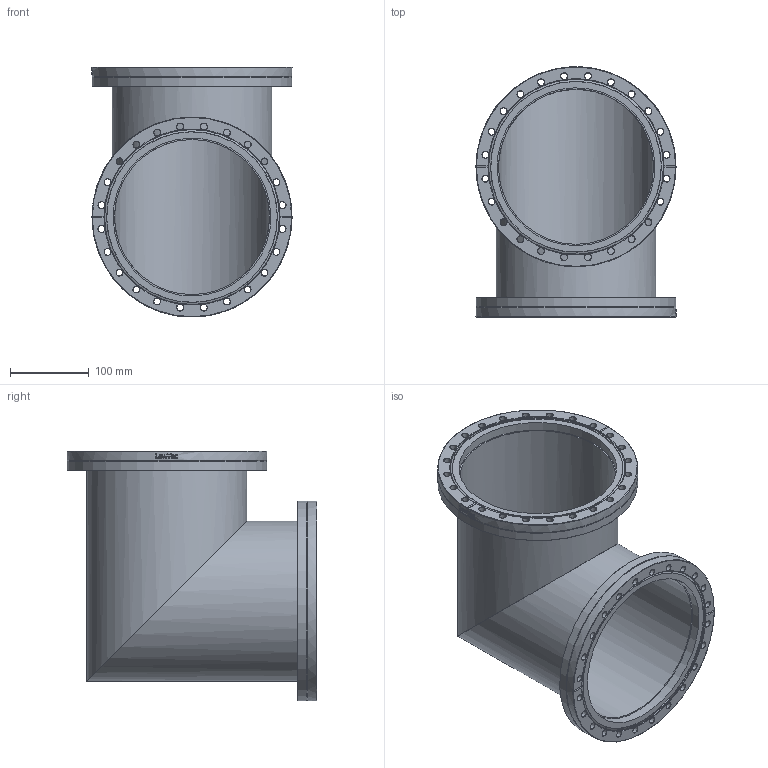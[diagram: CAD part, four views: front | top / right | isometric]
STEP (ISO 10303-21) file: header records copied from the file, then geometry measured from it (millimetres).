
FILE_DESCRIPTION(/* description */ (''),/* implementation_level */ '2;1');
FILE_NAME(/* name */ 'FL-ME200CF.stp',/* time_stamp */ '2018-02-28T11:07:09+00:00',/* author */ ('paul'),/* organization */ (''),/* preprocessor_version */ 'ST-DEVELOPER v17',/* originating_system */ 'Autodesk Inventor 2018',/* authorisation */ '');
FILE_SCHEMA (('AUTOMOTIVE_DESIGN { 1 0 10303 214 3 1 1 }'));
Length unit declared in the file: millimetre
Products named in the file (5): FL-ME200CF; FL-200CFR-203; FL-200CFR OUTER; FL-200CFR-203 INNER; tube
Assembly tree (6 placements, depth 3):
  FL-ME200CF
    FL-200CFR-203  x2
      FL-200CFR OUTER
      FL-200CFR-203 INNER
    tube  x2
Bounding box: 254 x 317.38 x 317.38 mm (x, y, z)
Volume: 1487753.4 mm3; surface area: 687536.7 mm2
Topology: 6 solids, 6 shells, 384 faces, 1182 edges, 780 vertices
Faces by surface type: cone 112, bspline 106, cylinder 86, plane 78, torus 2
Full cylindrical faces by diameter (mm): 8.4 x48, 197 x2, 200.4 x2, 203.2 x2, 203.7 x2, 211 x2, 222 x2, 222.2 x2, 254 x4
Entity records: 19598 total; most frequent: CARTESIAN_POINT 14311, ORIENTED_EDGE 1182, DIRECTION 955, EDGE_CURVE 591, VERTEX_POINT 390, AXIS2_PLACEMENT_3D 385, CIRCLE 232, EDGE_LOOP 231
